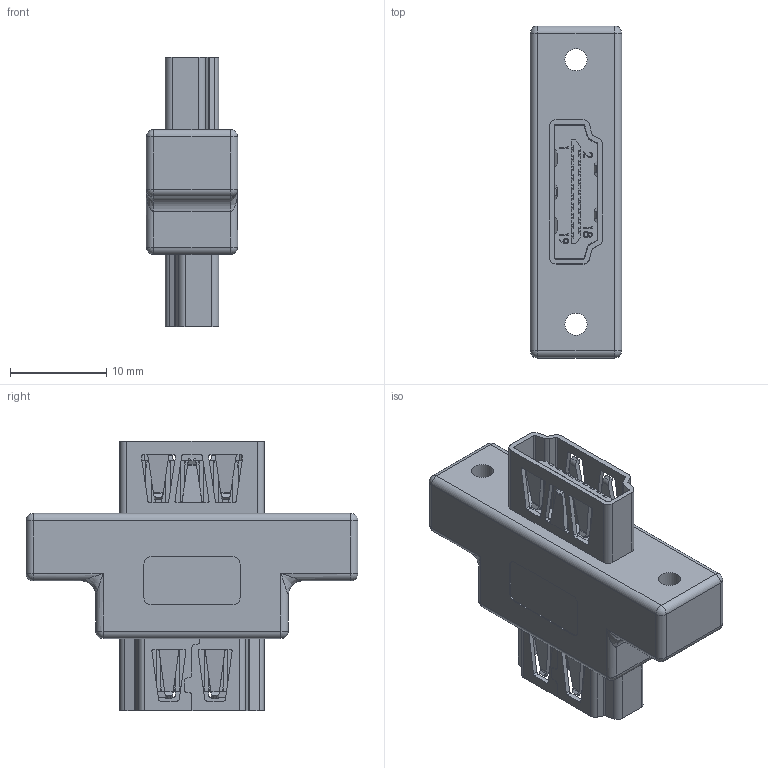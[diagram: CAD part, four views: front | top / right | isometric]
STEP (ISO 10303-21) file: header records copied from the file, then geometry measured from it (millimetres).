
FILE_DESCRIPTION (( 'STEP AP214' ), '1' );
FILE_NAME ('VHF00001.STEP', '2018-04-30T19:27:11', ( '' ), ( '' ), 'SwSTEP 2.0', 'SolidWorks 2017', '' );
FILE_SCHEMA (( 'AUTOMOTIVE_DESIGN' ));
Length unit declared in the file: inch
Products named in the file (3): VHF00001-MA2___; VHF00001-MA1; VHF00001
Assembly tree (3 placements, depth 2):
  VHF00001
    VHF00001-MA1
    VHF00001-MA2___  x2
Bounding box: 9.5 x 34.5 x 28 mm (x, y, z)
Volume: 3689 mm3; surface area: 4714.1 mm2
Topology: 7 solids, 7 shells, 1278 faces, 3598 edges, 2314 vertices
Faces by surface type: plane 918, cylinder 280, bspline 68, sphere 12
Full cylindrical faces by diameter (mm): 2.3 x2, 3 x2
Entity records: 27904 total; most frequent: CARTESIAN_POINT 6273, ORIENTED_EDGE 3824, DIRECTION 3354, EDGE_CURVE 1912, VECTOR 1512, LINE 1512, VERTEX_POINT 1232, AXIS2_PLACEMENT_3D 921
